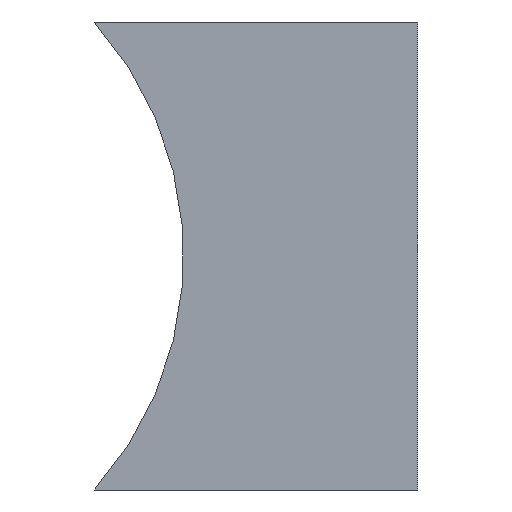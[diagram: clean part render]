
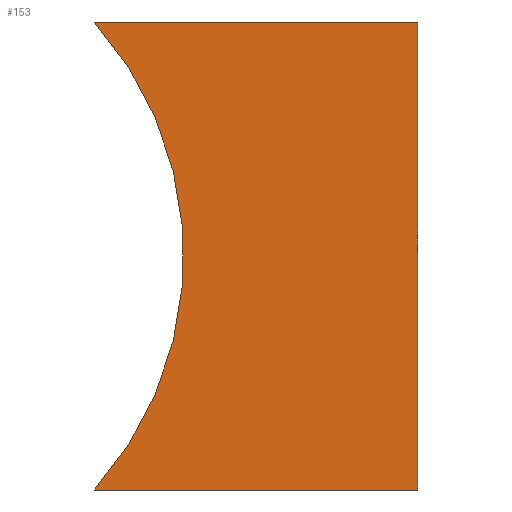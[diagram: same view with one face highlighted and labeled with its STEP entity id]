
A CAD part, front view. The second image highlights one B-rep face of the part: STEP entity #153.
In plain terms, the highlighted planar face has unit normal (0, -1, 0).
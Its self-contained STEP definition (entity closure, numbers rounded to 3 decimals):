
#2 = CARTESIAN_POINT ( 'NONE',  ( -5., 0., 2. ) ) ;
#10 = CIRCLE ( 'NONE', #43, 3. ) ;
#13 = ORIENTED_EDGE ( 'NONE', *, *, #145, .F. ) ;
#26 = DIRECTION ( 'NONE',  ( 0., 0., 1. ) ) ;
#34 = ORIENTED_EDGE ( 'NONE', *, *, #82, .F. ) ;
#37 = ORIENTED_EDGE ( 'NONE', *, *, #68, .F. ) ;
#43 = AXIS2_PLACEMENT_3D ( 'NONE', #2, #117, #26 ) ;
#49 = AXIS2_PLACEMENT_3D ( 'NONE', #55, #187, #91 ) ;
#55 = CARTESIAN_POINT ( 'NONE',  ( -5., 0., 2. ) ) ;
#64 = ORIENTED_EDGE ( 'NONE', *, *, #81, .F. ) ;
#68 = EDGE_CURVE ( 'NONE', #77, #142, #110, .T. ) ;
#69 = DIRECTION ( 'NONE',  ( 0., 0., -1. ) ) ;
#70 = DIRECTION ( 'NONE',  ( 1., 0., 0. ) ) ;
#77 = VERTEX_POINT ( 'NONE', #185 ) ;
#81 = EDGE_CURVE ( 'NONE', #98, #180, #10, .T. ) ;
#82 = EDGE_CURVE ( 'NONE', #180, #77, #198, .T. ) ;
#83 = VECTOR ( 'NONE', #69, 1000. ) ;
#86 = CARTESIAN_POINT ( 'NONE',  ( 0., 0., 0. ) ) ;
#90 = EDGE_LOOP ( 'NONE', ( #13, #37, #34, #64 ) ) ;
#91 = DIRECTION ( 'NONE',  ( 0., 0., 1. ) ) ;
#98 = VERTEX_POINT ( 'NONE', #150 ) ;
#103 = CARTESIAN_POINT ( 'NONE',  ( 0., 0., 4. ) ) ;
#105 = CARTESIAN_POINT ( 'NONE',  ( 0., 0., 0. ) ) ;
#110 = LINE ( 'NONE', #86, #83 ) ;
#112 = VECTOR ( 'NONE', #70, 1000. ) ;
#117 = DIRECTION ( 'NONE',  ( 0., -1., 0. ) ) ;
#131 = FACE_OUTER_BOUND ( 'NONE', #90, .T. ) ;
#133 = DIRECTION ( 'NONE',  ( -1., 0., 0. ) ) ;
#134 = CARTESIAN_POINT ( 'NONE',  ( -2.764, 0., 4. ) ) ;
#142 = VERTEX_POINT ( 'NONE', #105 ) ;
#143 = VECTOR ( 'NONE', #133, 1000. ) ;
#145 = EDGE_CURVE ( 'NONE', #142, #98, #183, .T. ) ;
#150 = CARTESIAN_POINT ( 'NONE',  ( -2.764, 0., 0. ) ) ;
#151 = PLANE ( 'NONE',  #49 ) ;
#153 = ADVANCED_FACE ( 'NONE', ( #131 ), #151, .F. ) ;
#180 = VERTEX_POINT ( 'NONE', #134 ) ;
#183 = LINE ( 'NONE', #186, #143 ) ;
#185 = CARTESIAN_POINT ( 'NONE',  ( 0., 0., 4. ) ) ;
#186 = CARTESIAN_POINT ( 'NONE',  ( 0., 0., 0. ) ) ;
#187 = DIRECTION ( 'NONE',  ( 0., 1., 0. ) ) ;
#198 = LINE ( 'NONE', #103, #112 ) ;
